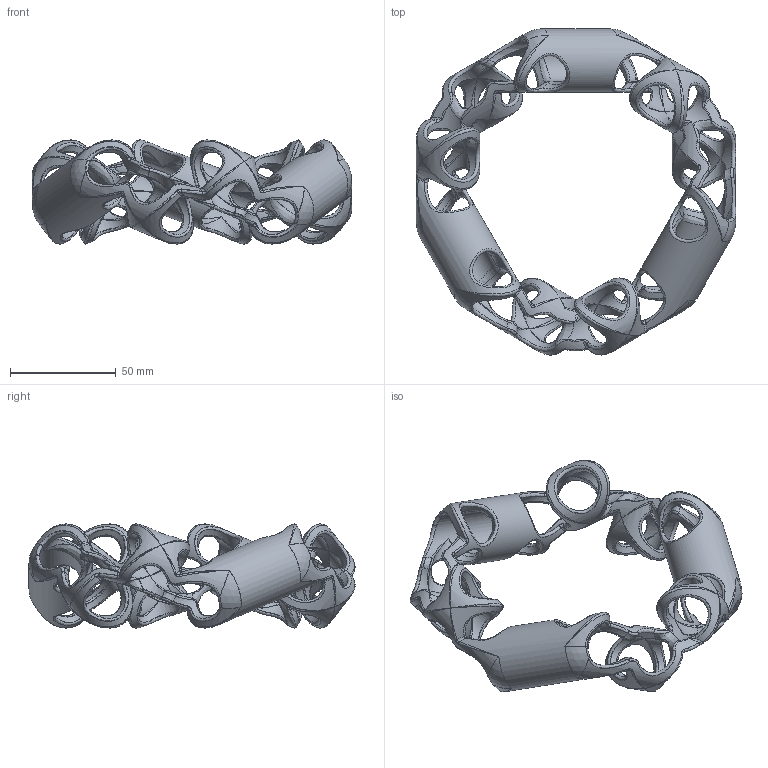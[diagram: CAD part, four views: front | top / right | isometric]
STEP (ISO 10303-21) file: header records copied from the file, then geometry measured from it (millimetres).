
FILE_DESCRIPTION(('FreeCAD Model'),'2;1');
FILE_NAME('Open CASCADE Shape Model','2025-05-04T11:15:14',('FreeCAD'),( 'FreeCAD'),'Open CASCADE STEP processor 7.6','FreeCAD','Unknown');
FILE_SCHEMA(('AUTOMOTIVE_DESIGN { 1 0 10303 214 1 1 1 1 }'));
Products named in the file (1): Open CASCADE STEP translator 7.6 1
Bounding box: 151.05 x 154.28 x 49.29 mm (x, y, z)
Volume: 22298.7 mm3; surface area: 89168.3 mm2
Topology: 1 solids, 2 shells, 924 faces, 2448 edges, 1176 vertices
Faces by surface type: bspline 720, cylinder 168, sphere 24, torus 12
Full cylindrical faces by diameter (mm): 20 x15, 21 x15, 29 x3, 30 x3
Entity records: 63155 total; most frequent: CARTESIAN_POINT 45664, ORIENTED_EDGE 4368, DIRECTION 2546, EDGE_CURVE 2184, AXIS2_PLACEMENT_3D 1273, VERTEX_POINT 1176, B_SPLINE_CURVE_WITH_KNOTS 1116, FACE_BOUND 948
